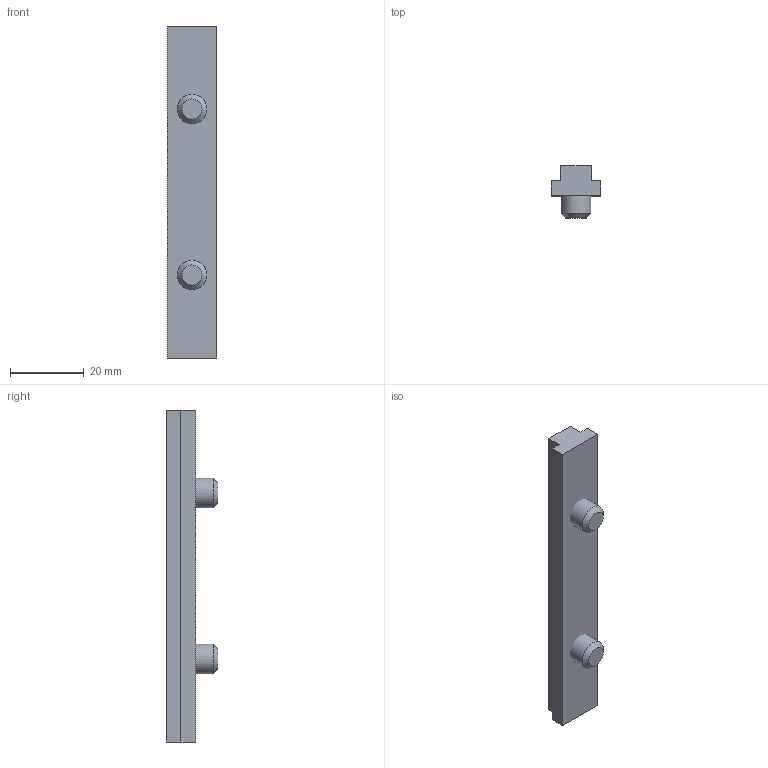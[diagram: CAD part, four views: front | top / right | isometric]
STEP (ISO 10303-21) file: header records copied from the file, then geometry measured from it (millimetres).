
FILE_DESCRIPTION(('STEP AP203'),'1');
FILE_NAME('FIXE08N1007.stp','2023-10-23T12:12:29',(' '),(' '),'Spatial InterOp 3D',' ',' ');
FILE_SCHEMA(('CONFIG_CONTROL_DESIGN'));
Length unit declared in the file: millimetre
Products named in the file (3): Barrette de liaison L=90 mm; Vis HC - M8 × 14; corps
Assembly tree (3 placements, depth 2):
  Barrette de liaison L=90 mm
    Vis HC - M8 × 14  x2
    corps
Bounding box: 13.5 x 14 x 90 mm (x, y, z)
Volume: 8436.3 mm3; surface area: 5226 mm2
Topology: 3 solids, 3 shells, 38 faces, 90 edges, 58 vertices
Faces by surface type: plane 26, cone 6, cylinder 6
Full cylindrical faces by diameter (mm): 8 x2
Entity records: 1308 total; most frequent: CARTESIAN_POINT 175, DIRECTION 124, ORIENTED_EDGE 116, PROPERTY_DEFINITION_REPRESENTATION 63, GENERAL_PROPERTY_ASSOCIATION 63, PROPERTY_DEFINITION 63, REPRESENTATION 63, GENERAL_PROPERTY 63
